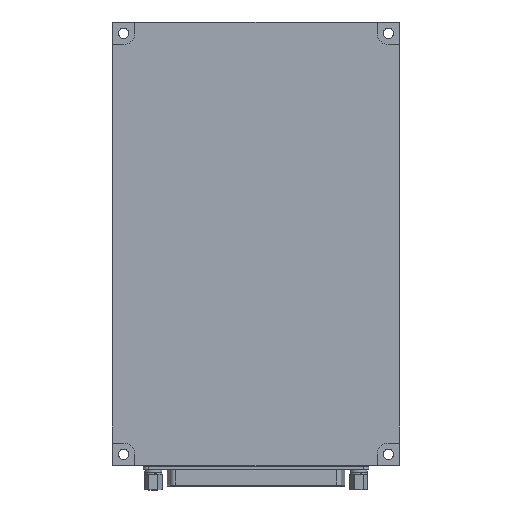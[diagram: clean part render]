
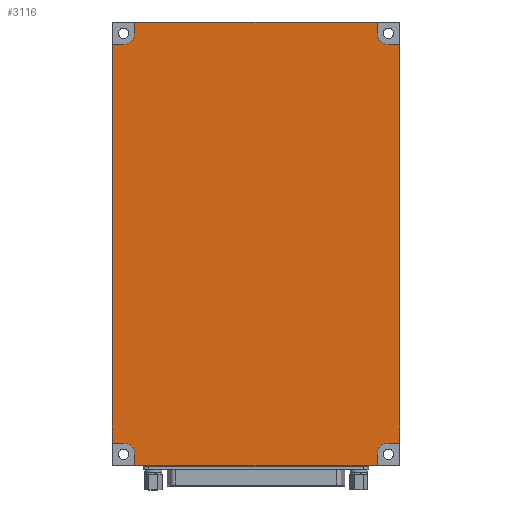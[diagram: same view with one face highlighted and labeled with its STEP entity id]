
A CAD part, top view. The second image highlights one B-rep face of the part: STEP entity #3116.
In plain terms, the highlighted planar face has unit normal (0, 0, 1).
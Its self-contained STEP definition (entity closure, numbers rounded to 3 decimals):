
#215=CIRCLE('',#4917,3.5);
#216=CIRCLE('',#4918,3.5);
#217=CIRCLE('',#4919,3.5);
#218=CIRCLE('',#4920,3.5);
#447=ORIENTED_EDGE('',*,*,#1203,.F.);
#448=ORIENTED_EDGE('',*,*,#1204,.F.);
#449=ORIENTED_EDGE('',*,*,#1205,.F.);
#450=ORIENTED_EDGE('',*,*,#1206,.F.);
#451=ORIENTED_EDGE('',*,*,#1207,.T.);
#452=ORIENTED_EDGE('',*,*,#1208,.T.);
#453=ORIENTED_EDGE('',*,*,#1209,.T.);
#454=ORIENTED_EDGE('',*,*,#1210,.F.);
#455=ORIENTED_EDGE('',*,*,#1211,.F.);
#456=ORIENTED_EDGE('',*,*,#1212,.F.);
#457=ORIENTED_EDGE('',*,*,#1213,.F.);
#458=ORIENTED_EDGE('',*,*,#1214,.F.);
#459=ORIENTED_EDGE('',*,*,#1215,.T.);
#460=ORIENTED_EDGE('',*,*,#1216,.T.);
#461=ORIENTED_EDGE('',*,*,#1217,.T.);
#462=ORIENTED_EDGE('',*,*,#1218,.F.);
#1203=EDGE_CURVE('',#1581,#1582,#1881,.T.);
#1204=EDGE_CURVE('',#1583,#1581,#215,.T.);
#1205=EDGE_CURVE('',#1584,#1583,#1882,.T.);
#1206=EDGE_CURVE('',#1585,#1584,#1883,.T.);
#1207=EDGE_CURVE('',#1585,#1586,#1884,.T.);
#1208=EDGE_CURVE('',#1586,#1587,#216,.F.);
#1209=EDGE_CURVE('',#1587,#1588,#1885,.T.);
#1210=EDGE_CURVE('',#1589,#1588,#1886,.T.);
#1211=EDGE_CURVE('',#1590,#1589,#1887,.T.);
#1212=EDGE_CURVE('',#1591,#1590,#217,.T.);
#1213=EDGE_CURVE('',#1592,#1591,#1888,.T.);
#1214=EDGE_CURVE('',#1593,#1592,#1889,.T.);
#1215=EDGE_CURVE('',#1593,#1594,#1890,.T.);
#1216=EDGE_CURVE('',#1594,#1595,#218,.F.);
#1217=EDGE_CURVE('',#1595,#1596,#1891,.T.);
#1218=EDGE_CURVE('',#1582,#1596,#1892,.T.);
#1581=VERTEX_POINT('',#6534);
#1582=VERTEX_POINT('',#6535);
#1583=VERTEX_POINT('',#6537);
#1584=VERTEX_POINT('',#6539);
#1585=VERTEX_POINT('',#6541);
#1586=VERTEX_POINT('',#6543);
#1587=VERTEX_POINT('',#6545);
#1588=VERTEX_POINT('',#6547);
#1589=VERTEX_POINT('',#6549);
#1590=VERTEX_POINT('',#6551);
#1591=VERTEX_POINT('',#6553);
#1592=VERTEX_POINT('',#6555);
#1593=VERTEX_POINT('',#6557);
#1594=VERTEX_POINT('',#6559);
#1595=VERTEX_POINT('',#6561);
#1596=VERTEX_POINT('',#6563);
#1881=LINE('',#6533,#2027);
#1882=LINE('',#6538,#2028);
#1883=LINE('',#6540,#2029);
#1884=LINE('',#6542,#2030);
#1885=LINE('',#6546,#2031);
#1886=LINE('',#6548,#2032);
#1887=LINE('',#6550,#2033);
#1888=LINE('',#6554,#2034);
#1889=LINE('',#6556,#2035);
#1890=LINE('',#6558,#2036);
#1891=LINE('',#6562,#2037);
#1892=LINE('',#6564,#2038);
#2027=VECTOR('',#5409,1000.);
#2028=VECTOR('',#5412,1000.);
#2029=VECTOR('',#5413,1000.);
#2030=VECTOR('',#5414,1000.);
#2031=VECTOR('',#5417,1000.);
#2032=VECTOR('',#5418,1000.);
#2033=VECTOR('',#5419,1000.);
#2034=VECTOR('',#5422,1000.);
#2035=VECTOR('',#5423,1000.);
#2036=VECTOR('',#5424,1000.);
#2037=VECTOR('',#5427,1000.);
#2038=VECTOR('',#5428,1000.);
#2173=EDGE_LOOP('',(#447,#448,#449,#450,#451,#452,#453,#454,#455,#456,#457,
#458,#459,#460,#461,#462));
#2599=FACE_BOUND('',#2173,.T.);
#3025=PLANE('',#4916);
#3116=ADVANCED_FACE('',(#2599),#3025,.F.);
#4916=AXIS2_PLACEMENT_3D('',#6532,#5407,#5408);
#4917=AXIS2_PLACEMENT_3D('',#6536,#5410,#5411);
#4918=AXIS2_PLACEMENT_3D('',#6544,#5415,#5416);
#4919=AXIS2_PLACEMENT_3D('',#6552,#5420,#5421);
#4920=AXIS2_PLACEMENT_3D('',#6560,#5425,#5426);
#5407=DIRECTION('',(0.,0.,-1.));
#5408=DIRECTION('',(-1.,0.,0.));
#5409=DIRECTION('',(0.,1.,0.));
#5410=DIRECTION('',(0.,0.,1.));
#5411=DIRECTION('',(1.,0.,0.));
#5412=DIRECTION('',(1.,0.,0.));
#5413=DIRECTION('',(0.,1.,0.));
#5414=DIRECTION('',(1.,0.,0.));
#5415=DIRECTION('',(0.,0.,1.));
#5416=DIRECTION('',(1.,0.,0.));
#5417=DIRECTION('',(0.,-1.,0.));
#5418=DIRECTION('',(-1.,0.,0.));
#5419=DIRECTION('',(0.,-1.,0.));
#5420=DIRECTION('',(0.,0.,1.));
#5421=DIRECTION('',(1.,0.,0.));
#5422=DIRECTION('',(-1.,0.,0.));
#5423=DIRECTION('',(0.,-1.,0.));
#5424=DIRECTION('',(-1.,0.,0.));
#5425=DIRECTION('',(0.,0.,1.));
#5426=DIRECTION('',(1.,0.,0.));
#5427=DIRECTION('',(0.,1.,0.));
#5428=DIRECTION('',(1.,0.,0.));
#6532=CARTESIAN_POINT('',(0.,0.,9.525));
#6533=CARTESIAN_POINT('',(-37.45,68.58,9.525));
#6534=CARTESIAN_POINT('',(-37.45,65.08,9.525));
#6535=CARTESIAN_POINT('',(-37.45,68.58,9.525));
#6536=CARTESIAN_POINT('',(-40.95,65.08,9.525));
#6537=CARTESIAN_POINT('',(-40.95,61.58,9.525));
#6538=CARTESIAN_POINT('',(-40.95,61.58,9.525));
#6539=CARTESIAN_POINT('',(-44.45,61.58,9.525));
#6540=CARTESIAN_POINT('',(-44.45,-68.58,9.525));
#6541=CARTESIAN_POINT('',(-44.45,-61.58,9.525));
#6542=CARTESIAN_POINT('',(-40.95,-61.58,9.525));
#6543=CARTESIAN_POINT('',(-40.95,-61.58,9.525));
#6544=CARTESIAN_POINT('',(-40.95,-65.08,9.525));
#6545=CARTESIAN_POINT('',(-37.45,-65.08,9.525));
#6546=CARTESIAN_POINT('',(-37.45,-68.58,9.525));
#6547=CARTESIAN_POINT('',(-37.45,-68.58,9.525));
#6548=CARTESIAN_POINT('',(44.45,-68.58,9.525));
#6549=CARTESIAN_POINT('',(37.45,-68.58,9.525));
#6550=CARTESIAN_POINT('',(37.45,-68.58,9.525));
#6551=CARTESIAN_POINT('',(37.45,-65.08,9.525));
#6552=CARTESIAN_POINT('',(40.95,-65.08,9.525));
#6553=CARTESIAN_POINT('',(40.95,-61.58,9.525));
#6554=CARTESIAN_POINT('',(40.95,-61.58,9.525));
#6555=CARTESIAN_POINT('',(44.45,-61.58,9.525));
#6556=CARTESIAN_POINT('',(44.45,68.58,9.525));
#6557=CARTESIAN_POINT('',(44.45,61.58,9.525));
#6558=CARTESIAN_POINT('',(40.95,61.58,9.525));
#6559=CARTESIAN_POINT('',(40.95,61.58,9.525));
#6560=CARTESIAN_POINT('',(40.95,65.08,9.525));
#6561=CARTESIAN_POINT('',(37.45,65.08,9.525));
#6562=CARTESIAN_POINT('',(37.45,68.58,9.525));
#6563=CARTESIAN_POINT('',(37.45,68.58,9.525));
#6564=CARTESIAN_POINT('',(-44.45,68.58,9.525));
